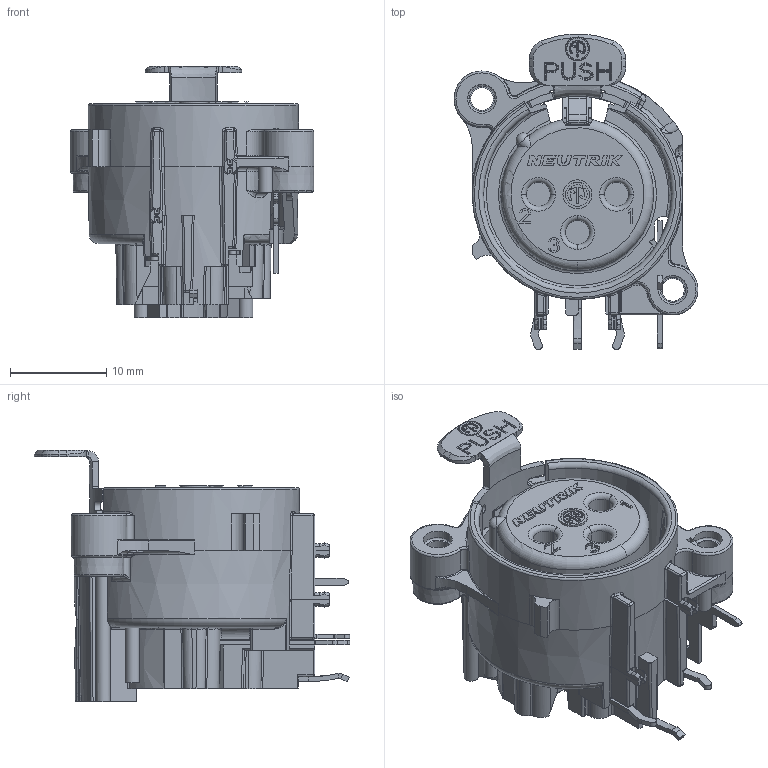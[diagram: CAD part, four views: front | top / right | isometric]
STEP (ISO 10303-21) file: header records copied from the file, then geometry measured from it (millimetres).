
FILE_DESCRIPTION((''),'2;1');
FILE_NAME('NC3FAH1','2020-07-30T10:26:57',('phk'),(''),'CREO PARAMETRIC BY PTC INC, 2019080','CREO PARAMETRIC BY PTC INC, 2019080','');
FILE_SCHEMA(('CONFIG_CONTROL_DESIGN'));
Length unit declared in the file: millimetre
Products named in the file (1): NC3FAH1
Bounding box: 25.3 x 32.7 x 26.1 mm (x, y, z)
Volume: 5681.4 mm3; surface area: 5710.2 mm2
Topology: 1 solids, 5 shells, 1744 faces, 4638 edges, 2917 vertices
Faces by surface type: plane 1009, cylinder 347, bspline 200, torus 97, cone 68, sphere 20, extrusion 2, revolution 1
Entity records: 61004 total; most frequent: CARTESIAN_POINT 19333, ORIENTED_EDGE 9270, DIRECTION 7853, EDGE_CURVE 4635, VERTEX_POINT 2917, VECTOR 2888, LINE 2886, AXIS2_PLACEMENT_3D 2482
